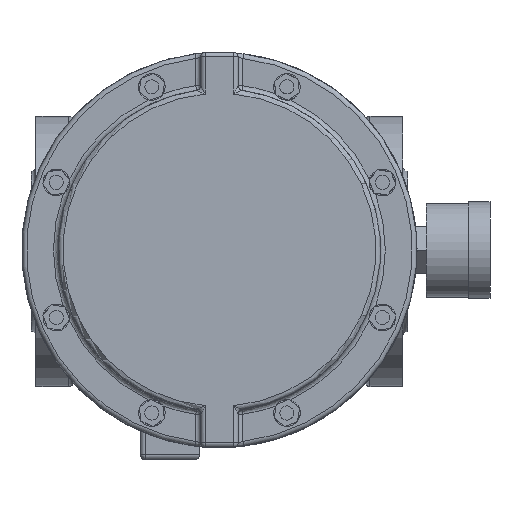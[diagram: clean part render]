
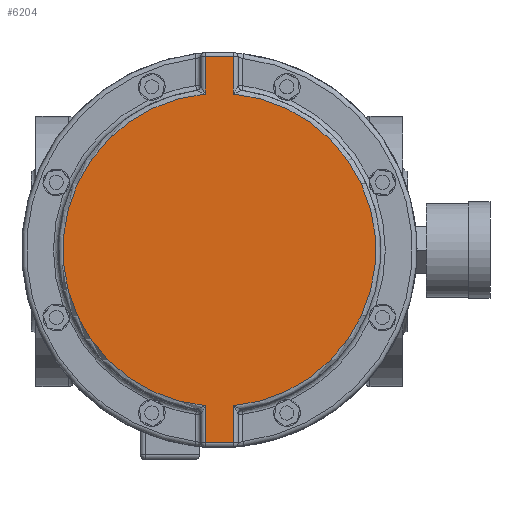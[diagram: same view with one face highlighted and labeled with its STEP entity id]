
A CAD part, top view. The second image highlights one B-rep face of the part: STEP entity #6204.
In plain terms, the highlighted planar face has unit normal (0, 0, 1).
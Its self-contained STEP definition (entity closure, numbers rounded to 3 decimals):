
#5057=CARTESIAN_POINT('',(6.,82.,456.0));
#5058=VERTEX_POINT('',#5057);
#5138=CARTESIAN_POINT('',(6.,66.229,456.0));
#5139=VERTEX_POINT('',#5138);
#5140=CARTESIAN_POINT('',(6.,82.,456.0));
#5141=DIRECTION('',(0.0,-1.0,0.0));
#5142=VECTOR('',#5141,15.771);
#5143=LINE('',#5140,#5142);
#5144=EDGE_CURVE('',#5058,#5139,#5143,.T.);
#5430=CARTESIAN_POINT('',(6.,-66.229,456.0));
#5431=VERTEX_POINT('',#5430);
#5492=CARTESIAN_POINT('',(6.,-82.,456.0));
#5493=VERTEX_POINT('',#5492);
#5494=CARTESIAN_POINT('',(6.,-66.229,456.0));
#5495=DIRECTION('',(0.0,-1.0,0.0));
#5496=VECTOR('',#5495,15.771);
#5497=LINE('',#5494,#5496);
#5498=EDGE_CURVE('',#5431,#5493,#5497,.T.);
#5527=CARTESIAN_POINT('',(-6.,-82.,456.0));
#5528=VERTEX_POINT('',#5527);
#5608=CARTESIAN_POINT('',(-6.,-66.229,456.0));
#5609=VERTEX_POINT('',#5608);
#5610=CARTESIAN_POINT('',(-6.,-82.,456.0));
#5611=DIRECTION('',(0.0,1.0,0.0));
#5612=VECTOR('',#5611,15.771);
#5613=LINE('',#5610,#5612);
#5614=EDGE_CURVE('',#5528,#5609,#5613,.T.);
#5907=CARTESIAN_POINT('',(-6.,66.229,456.0));
#5908=VERTEX_POINT('',#5907);
#5997=CARTESIAN_POINT('',(-6.,82.,456.0));
#5998=VERTEX_POINT('',#5997);
#5999=CARTESIAN_POINT('',(-6.,66.229,456.0));
#6000=DIRECTION('',(0.0,1.0,0.0));
#6001=VECTOR('',#6000,15.771);
#6002=LINE('',#5999,#6001);
#6003=EDGE_CURVE('',#5908,#5998,#6002,.T.);
#6081=CARTESIAN_POINT('',(-6.,82.,456.0));
#6082=DIRECTION('',(1.0,0.0,0.0));
#6083=VECTOR('',#6082,12.0);
#6084=LINE('',#6081,#6083);
#6085=EDGE_CURVE('',#5998,#5058,#6084,.T.);
#6120=CARTESIAN_POINT('',(6.,-82.,456.0));
#6121=DIRECTION('',(-1.0,0.0,0.0));
#6122=VECTOR('',#6121,12.0);
#6123=LINE('',#6120,#6122);
#6124=EDGE_CURVE('',#5493,#5528,#6123,.T.);
#6135=CARTESIAN_POINT('',(0.,0.,456.0));
#6136=DIRECTION('',(0.0,0.0,-1.0));
#6137=DIRECTION('',(-1.0,0.0,0.0));
#6138=AXIS2_PLACEMENT_3D('',#6135,#6136,#6137);
#6139=CIRCLE('',#6138,66.5);
#6140=EDGE_CURVE('',#5609,#5908,#6139,.T.);
#6159=CARTESIAN_POINT('',(0.,0.,456.0));
#6160=DIRECTION('',(0.0,0.0,-1.0));
#6161=DIRECTION('',(1.0,0.0,0.0));
#6162=AXIS2_PLACEMENT_3D('',#6159,#6160,#6161);
#6163=CIRCLE('',#6162,66.5);
#6164=EDGE_CURVE('',#5139,#5431,#6163,.T.);
#6189=CARTESIAN_POINT('',(0.,0.,456.0));
#6190=DIRECTION('',(0.0,0.0,-1.0));
#6191=DIRECTION('',(-1.0,0.0,0.0));
#6192=AXIS2_PLACEMENT_3D('',#6189,#6190,#6191);
#6193=PLANE('',#6192);
#6194=ORIENTED_EDGE('',*,*,#6164,.F.);
#6195=ORIENTED_EDGE('',*,*,#5144,.F.);
#6196=ORIENTED_EDGE('',*,*,#6085,.F.);
#6197=ORIENTED_EDGE('',*,*,#6003,.F.);
#6198=ORIENTED_EDGE('',*,*,#6140,.F.);
#6199=ORIENTED_EDGE('',*,*,#5614,.F.);
#6200=ORIENTED_EDGE('',*,*,#6124,.F.);
#6201=ORIENTED_EDGE('',*,*,#5498,.F.);
#6202=EDGE_LOOP('',(#6194,#6195,#6196,#6197,#6198,#6199,#6200,#6201));
#6203=FACE_OUTER_BOUND('',#6202,.T.);
#6204=ADVANCED_FACE('',(#6203),#6193,.F.);
